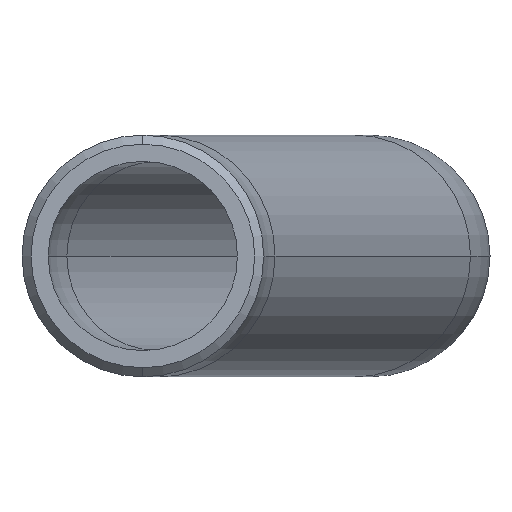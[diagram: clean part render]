
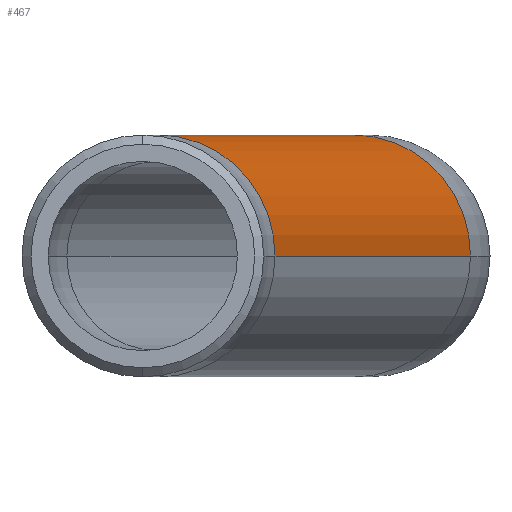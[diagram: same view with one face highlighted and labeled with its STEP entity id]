
A CAD part, left-side view. The second image highlights one B-rep face of the part: STEP entity #467.
In plain terms, the highlighted cylindrical face has radius 13.35 mm (diameter 26.7 mm), a partial arc.
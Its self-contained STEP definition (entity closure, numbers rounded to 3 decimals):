
#21 = DIRECTION ( 'NONE',  ( -0.966, 0.259, 0. ) ) ;
#62 = CARTESIAN_POINT ( 'NONE',  ( 240.292, -23.296, 0. ) ) ;
#97 = VECTOR ( 'NONE', #21, 1000. ) ;
#117 = DIRECTION ( 'NONE',  ( -0.259, -0.966, 0. ) ) ;
#131 = ORIENTED_EDGE ( 'NONE', *, *, #582, .T. ) ;
#139 = CIRCLE ( 'NONE', #308, 13.35 ) ;
#141 = ORIENTED_EDGE ( 'NONE', *, *, #699, .F. ) ;
#165 = ORIENTED_EDGE ( 'NONE', *, *, #412, .T. ) ;
#211 = VERTEX_POINT ( 'NONE', #380 ) ;
#237 = DIRECTION ( 'NONE',  ( -0.966, 0.259, 0. ) ) ;
#243 = LINE ( 'NONE', #477, #557 ) ;
#248 = DIRECTION ( 'NONE',  ( 0.966, -0.259, 0. ) ) ;
#251 = DIRECTION ( 'NONE',  ( 0.966, -0.259, 0. ) ) ;
#263 = VERTEX_POINT ( 'NONE', #730 ) ;
#297 = DIRECTION ( 'NONE',  ( -0.966, 0.259, 0. ) ) ;
#308 = AXIS2_PLACEMENT_3D ( 'NONE', #367, #251, #736 ) ;
#336 = CARTESIAN_POINT ( 'NONE',  ( 236.837, -36.191, 0. ) ) ;
#367 = CARTESIAN_POINT ( 'NONE',  ( 159.708, -1.704, 0. ) ) ;
#379 = DIRECTION ( 'NONE',  ( 0.259, 0.966, 0. ) ) ;
#380 = CARTESIAN_POINT ( 'NONE',  ( 156.252, -14.599, 0. ) ) ;
#392 = CARTESIAN_POINT ( 'NONE',  ( 163.163, 11.191, 0. ) ) ;
#404 = ORIENTED_EDGE ( 'NONE', *, *, #648, .F. ) ;
#412 = EDGE_CURVE ( 'NONE', #263, #695, #243, .T. ) ;
#427 = CARTESIAN_POINT ( 'NONE',  ( 236.837, -36.191, 0. ) ) ;
#449 = AXIS2_PLACEMENT_3D ( 'NONE', #660, #237, #117 ) ;
#467 = ADVANCED_FACE ( 'NONE', ( #537 ), #474, .T. ) ;
#474 = CYLINDRICAL_SURFACE ( 'NONE', #449, 13.35 ) ;
#477 = CARTESIAN_POINT ( 'NONE',  ( 243.748, -10.401, 0. ) ) ;
#537 = FACE_OUTER_BOUND ( 'NONE', #626, .T. ) ;
#542 = VERTEX_POINT ( 'NONE', #427 ) ;
#557 = VECTOR ( 'NONE', #297, 1000. ) ;
#571 = LINE ( 'NONE', #336, #97 ) ;
#582 = EDGE_CURVE ( 'NONE', #695, #211, #139, .T. ) ;
#626 = EDGE_LOOP ( 'NONE', ( #404, #165, #131, #141 ) ) ;
#648 = EDGE_CURVE ( 'NONE', #263, #542, #698, .T. ) ;
#660 = CARTESIAN_POINT ( 'NONE',  ( 240.292, -23.296, 0. ) ) ;
#684 = AXIS2_PLACEMENT_3D ( 'NONE', #62, #248, #379 ) ;
#695 = VERTEX_POINT ( 'NONE', #392 ) ;
#698 = CIRCLE ( 'NONE', #684, 13.35 ) ;
#699 = EDGE_CURVE ( 'NONE', #542, #211, #571, .T. ) ;
#730 = CARTESIAN_POINT ( 'NONE',  ( 243.748, -10.401, 0. ) ) ;
#736 = DIRECTION ( 'NONE',  ( 0.259, 0.966, 0. ) ) ;
